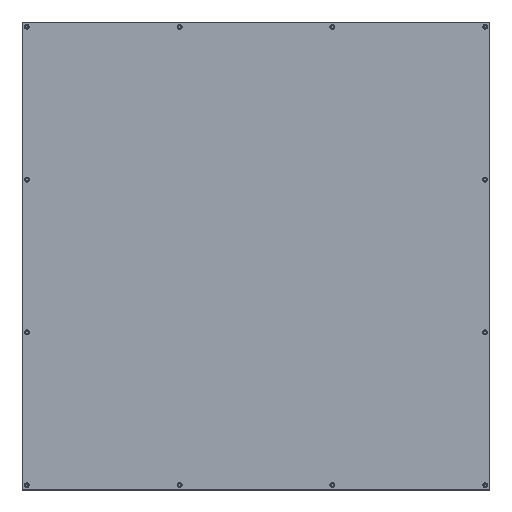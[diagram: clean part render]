
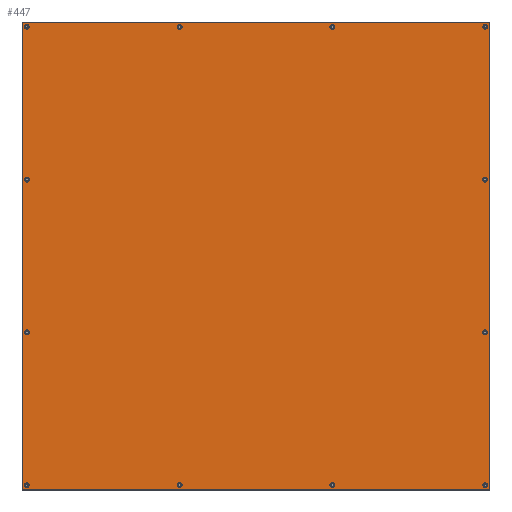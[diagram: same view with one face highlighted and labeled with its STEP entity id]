
A CAD part, front view. The second image highlights one B-rep face of the part: STEP entity #447.
In plain terms, the highlighted planar face has unit normal (0, -1, 0).
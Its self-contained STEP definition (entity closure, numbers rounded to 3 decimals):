
#447 = ADVANCED_FACE( '', ( #1048, #1049, #1050, #1051, #1052, #1053, #1054, #1055, #1056, #1057, #1058, #1059, #1060 ), #1061, .T. );
#1048 = FACE_BOUND( '', #1909, .T. );
#1049 = FACE_BOUND( '', #1910, .T. );
#1050 = FACE_BOUND( '', #1911, .T. );
#1051 = FACE_BOUND( '', #1912, .T. );
#1052 = FACE_BOUND( '', #1913, .T. );
#1053 = FACE_BOUND( '', #1914, .T. );
#1054 = FACE_BOUND( '', #1915, .T. );
#1055 = FACE_BOUND( '', #1916, .T. );
#1056 = FACE_BOUND( '', #1917, .T. );
#1057 = FACE_BOUND( '', #1918, .T. );
#1058 = FACE_BOUND( '', #1919, .T. );
#1059 = FACE_BOUND( '', #1920, .T. );
#1060 = FACE_OUTER_BOUND( '', #1921, .T. );
#1061 = PLANE( '', #1922 );
#1909 = EDGE_LOOP( '', ( #3011 ) );
#1910 = EDGE_LOOP( '', ( #3012 ) );
#1911 = EDGE_LOOP( '', ( #3013 ) );
#1912 = EDGE_LOOP( '', ( #3014 ) );
#1913 = EDGE_LOOP( '', ( #3015 ) );
#1914 = EDGE_LOOP( '', ( #3016 ) );
#1915 = EDGE_LOOP( '', ( #3017 ) );
#1916 = EDGE_LOOP( '', ( #3018 ) );
#1917 = EDGE_LOOP( '', ( #3019 ) );
#1918 = EDGE_LOOP( '', ( #3020 ) );
#1919 = EDGE_LOOP( '', ( #3021 ) );
#1920 = EDGE_LOOP( '', ( #3022 ) );
#1921 = EDGE_LOOP( '', ( #3023, #3024, #3025, #3026 ) );
#1922 = AXIS2_PLACEMENT_3D( '', #3027, #3028, #3029 );
#3011 = ORIENTED_EDGE( '', *, *, #4870, .T. );
#3012 = ORIENTED_EDGE( '', *, *, #4985, .T. );
#3013 = ORIENTED_EDGE( '', *, *, #4986, .T. );
#3014 = ORIENTED_EDGE( '', *, *, #4987, .T. );
#3015 = ORIENTED_EDGE( '', *, *, #4988, .T. );
#3016 = ORIENTED_EDGE( '', *, *, #4989, .T. );
#3017 = ORIENTED_EDGE( '', *, *, #4731, .T. );
#3018 = ORIENTED_EDGE( '', *, *, #4990, .T. );
#3019 = ORIENTED_EDGE( '', *, *, #4967, .T. );
#3020 = ORIENTED_EDGE( '', *, *, #4991, .T. );
#3021 = ORIENTED_EDGE( '', *, *, #4992, .T. );
#3022 = ORIENTED_EDGE( '', *, *, #4993, .T. );
#3023 = ORIENTED_EDGE( '', *, *, #4893, .T. );
#3024 = ORIENTED_EDGE( '', *, *, #4994, .T. );
#3025 = ORIENTED_EDGE( '', *, *, #4943, .T. );
#3026 = ORIENTED_EDGE( '', *, *, #4747, .T. );
#3027 = CARTESIAN_POINT( '', ( 0., 0., 0. ) );
#3028 = DIRECTION( '', ( 0., -1., 0. ) );
#3029 = DIRECTION( '', ( 0., 0., -1. ) );
#4731 = EDGE_CURVE( '', #5534, #5534, #5535, .T. );
#4747 = EDGE_CURVE( '', #5562, #5563, #5564, .T. );
#4870 = EDGE_CURVE( '', #5787, #5787, #5788, .T. );
#4893 = EDGE_CURVE( '', #5563, #5823, #5824, .T. );
#4943 = EDGE_CURVE( '', #5907, #5562, #5908, .T. );
#4967 = EDGE_CURVE( '', #5947, #5947, #5948, .T. );
#4985 = EDGE_CURVE( '', #5976, #5976, #5977, .T. );
#4986 = EDGE_CURVE( '', #5978, #5978, #5979, .T. );
#4987 = EDGE_CURVE( '', #5980, #5980, #5981, .T. );
#4988 = EDGE_CURVE( '', #5982, #5982, #5983, .T. );
#4989 = EDGE_CURVE( '', #5984, #5984, #5985, .T. );
#4990 = EDGE_CURVE( '', #5986, #5986, #5987, .T. );
#4991 = EDGE_CURVE( '', #5988, #5988, #5989, .T. );
#4992 = EDGE_CURVE( '', #5990, #5990, #5991, .T. );
#4993 = EDGE_CURVE( '', #5992, #5992, #5993, .T. );
#4994 = EDGE_CURVE( '', #5823, #5907, #5994, .T. );
#5534 = VERTEX_POINT( '', #6729 );
#5535 = CIRCLE( '', #6730, 3.962 );
#5562 = VERTEX_POINT( '', #6766 );
#5563 = VERTEX_POINT( '', #6767 );
#5564 = LINE( '', #6768, #6769 );
#5787 = VERTEX_POINT( '', #7105 );
#5788 = CIRCLE( '', #7106, 3.962 );
#5823 = VERTEX_POINT( '', #7152 );
#5824 = LINE( '', #7153, #7154 );
#5907 = VERTEX_POINT( '', #7266 );
#5908 = LINE( '', #7267, #7268 );
#5947 = VERTEX_POINT( '', #7321 );
#5948 = CIRCLE( '', #7322, 3.962 );
#5976 = VERTEX_POINT( '', #7359 );
#5977 = CIRCLE( '', #7360, 3.962 );
#5978 = VERTEX_POINT( '', #7361 );
#5979 = CIRCLE( '', #7362, 3.962 );
#5980 = VERTEX_POINT( '', #7363 );
#5981 = CIRCLE( '', #7364, 3.962 );
#5982 = VERTEX_POINT( '', #7365 );
#5983 = CIRCLE( '', #7366, 3.962 );
#5984 = VERTEX_POINT( '', #7367 );
#5985 = CIRCLE( '', #7368, 3.962 );
#5986 = VERTEX_POINT( '', #7369 );
#5987 = CIRCLE( '', #7370, 3.962 );
#5988 = VERTEX_POINT( '', #7371 );
#5989 = CIRCLE( '', #7372, 3.962 );
#5990 = VERTEX_POINT( '', #7373 );
#5991 = CIRCLE( '', #7374, 3.962 );
#5992 = VERTEX_POINT( '', #7375 );
#5993 = CIRCLE( '', #7376, 3.962 );
#5994 = LINE( '', #7377, #7378 );
#6729 = CARTESIAN_POINT( '', ( -120.396, 0., 373.075 ) );
#6730 = AXIS2_PLACEMENT_3D( '', #8455, #8456, #8457 );
#6766 = CARTESIAN_POINT( '', ( 381., 0., 381. ) );
#6767 = CARTESIAN_POINT( '', ( -381., 0., 381. ) );
#6768 = CARTESIAN_POINT( '', ( 381., 0., 381. ) );
#6769 = VECTOR( '', #8473, 1000. );
#7105 = CARTESIAN_POINT( '', ( 377.038, 0., 373.075 ) );
#7106 = AXIS2_PLACEMENT_3D( '', #8588, #8589, #8590 );
#7152 = CARTESIAN_POINT( '', ( -381., 0., -381. ) );
#7153 = CARTESIAN_POINT( '', ( -381., 0., 381. ) );
#7154 = VECTOR( '', #8617, 1000. );
#7266 = CARTESIAN_POINT( '', ( 381., 0., -381. ) );
#7267 = CARTESIAN_POINT( '', ( 381., 0., -381. ) );
#7268 = VECTOR( '', #8674, 1000. );
#7321 = CARTESIAN_POINT( '', ( -369.113, 0., 373.075 ) );
#7322 = AXIS2_PLACEMENT_3D( '', #8701, #8702, #8703 );
#7359 = CARTESIAN_POINT( '', ( 377.038, 0., 124.358 ) );
#7360 = AXIS2_PLACEMENT_3D( '', #8731, #8732, #8733 );
#7361 = CARTESIAN_POINT( '', ( 377.038, 0., -124.358 ) );
#7362 = AXIS2_PLACEMENT_3D( '', #8734, #8735, #8736 );
#7363 = CARTESIAN_POINT( '', ( 377.038, 0., -373.075 ) );
#7364 = AXIS2_PLACEMENT_3D( '', #8737, #8738, #8739 );
#7365 = CARTESIAN_POINT( '', ( 128.321, 0., 373.075 ) );
#7366 = AXIS2_PLACEMENT_3D( '', #8740, #8741, #8742 );
#7367 = CARTESIAN_POINT( '', ( 128.321, 0., -373.075 ) );
#7368 = AXIS2_PLACEMENT_3D( '', #8743, #8744, #8745 );
#7369 = CARTESIAN_POINT( '', ( -120.396, 0., -373.075 ) );
#7370 = AXIS2_PLACEMENT_3D( '', #8746, #8747, #8748 );
#7371 = CARTESIAN_POINT( '', ( -369.113, 0., 124.358 ) );
#7372 = AXIS2_PLACEMENT_3D( '', #8749, #8750, #8751 );
#7373 = CARTESIAN_POINT( '', ( -369.113, 0., -124.358 ) );
#7374 = AXIS2_PLACEMENT_3D( '', #8752, #8753, #8754 );
#7375 = CARTESIAN_POINT( '', ( -369.113, 0., -373.075 ) );
#7376 = AXIS2_PLACEMENT_3D( '', #8755, #8756, #8757 );
#7377 = CARTESIAN_POINT( '', ( -381., 0., -381. ) );
#7378 = VECTOR( '', #8758, 1000. );
#8455 = CARTESIAN_POINT( '', ( -124.358, 0., 373.075 ) );
#8456 = DIRECTION( '', ( 0., 1., 0. ) );
#8457 = DIRECTION( '', ( 1., 0., 0. ) );
#8473 = DIRECTION( '', ( -1., 0., 0. ) );
#8588 = CARTESIAN_POINT( '', ( 373.075, 0., 373.075 ) );
#8589 = DIRECTION( '', ( 0., 1., 0. ) );
#8590 = DIRECTION( '', ( 1., 0., 0. ) );
#8617 = DIRECTION( '', ( 0., 0., -1. ) );
#8674 = DIRECTION( '', ( 0., 0., 1. ) );
#8701 = CARTESIAN_POINT( '', ( -373.075, 0., 373.075 ) );
#8702 = DIRECTION( '', ( 0., 1., 0. ) );
#8703 = DIRECTION( '', ( 1., 0., 0. ) );
#8731 = CARTESIAN_POINT( '', ( 373.075, 0., 124.358 ) );
#8732 = DIRECTION( '', ( 0., 1., 0. ) );
#8733 = DIRECTION( '', ( 1., 0., 0. ) );
#8734 = CARTESIAN_POINT( '', ( 373.075, 0., -124.358 ) );
#8735 = DIRECTION( '', ( 0., 1., 0. ) );
#8736 = DIRECTION( '', ( 1., 0., 0. ) );
#8737 = CARTESIAN_POINT( '', ( 373.075, 0., -373.075 ) );
#8738 = DIRECTION( '', ( 0., 1., 0. ) );
#8739 = DIRECTION( '', ( 1., 0., 0. ) );
#8740 = CARTESIAN_POINT( '', ( 124.358, 0., 373.075 ) );
#8741 = DIRECTION( '', ( 0., 1., 0. ) );
#8742 = DIRECTION( '', ( 1., 0., 0. ) );
#8743 = CARTESIAN_POINT( '', ( 124.358, 0., -373.075 ) );
#8744 = DIRECTION( '', ( 0., 1., 0. ) );
#8745 = DIRECTION( '', ( 1., 0., 0. ) );
#8746 = CARTESIAN_POINT( '', ( -124.358, 0., -373.075 ) );
#8747 = DIRECTION( '', ( 0., 1., 0. ) );
#8748 = DIRECTION( '', ( 1., 0., 0. ) );
#8749 = CARTESIAN_POINT( '', ( -373.075, 0., 124.358 ) );
#8750 = DIRECTION( '', ( 0., 1., 0. ) );
#8751 = DIRECTION( '', ( 1., 0., 0. ) );
#8752 = CARTESIAN_POINT( '', ( -373.075, 0., -124.358 ) );
#8753 = DIRECTION( '', ( 0., 1., 0. ) );
#8754 = DIRECTION( '', ( 1., 0., 0. ) );
#8755 = CARTESIAN_POINT( '', ( -373.075, 0., -373.075 ) );
#8756 = DIRECTION( '', ( 0., 1., 0. ) );
#8757 = DIRECTION( '', ( 1., 0., 0. ) );
#8758 = DIRECTION( '', ( 1., 0., 0. ) );
